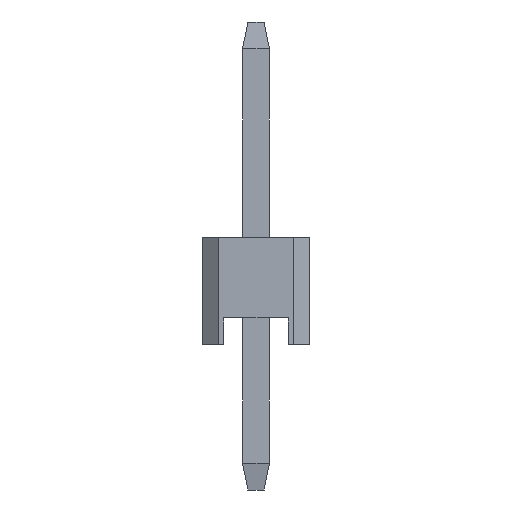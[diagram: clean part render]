
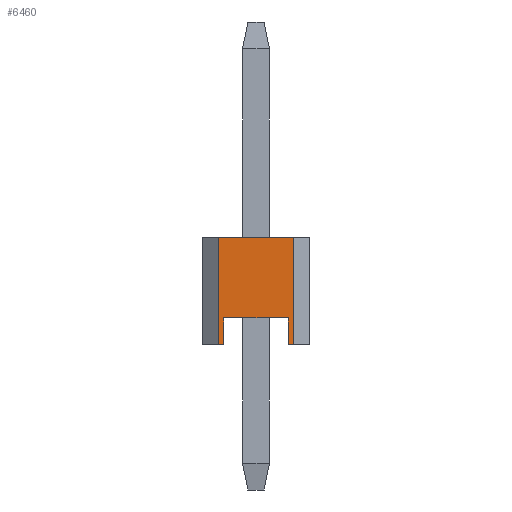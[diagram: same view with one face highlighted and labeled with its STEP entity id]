
A CAD part, left-side view. The second image highlights one B-rep face of the part: STEP entity #6460.
In plain terms, the highlighted planar face has unit normal (-1, 0, 0).
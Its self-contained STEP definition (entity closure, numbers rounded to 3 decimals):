
#486=ORIENTED_EDGE('',*,*,#1332,.F.);
#487=ORIENTED_EDGE('',*,*,#1650,.F.);
#488=ORIENTED_EDGE('',*,*,#1573,.T.);
#489=ORIENTED_EDGE('',*,*,#1600,.T.);
#490=ORIENTED_EDGE('',*,*,#1473,.F.);
#491=ORIENTED_EDGE('',*,*,#1578,.F.);
#492=ORIENTED_EDGE('',*,*,#1328,.F.);
#493=ORIENTED_EDGE('',*,*,#1336,.F.);
#1328=EDGE_CURVE('',#1980,#1981,#2388,.T.);
#1332=EDGE_CURVE('',#1984,#1985,#2392,.T.);
#1336=EDGE_CURVE('',#1985,#1980,#2396,.T.);
#1473=EDGE_CURVE('',#2105,#2106,#2533,.T.);
#1573=EDGE_CURVE('',#2184,#2187,#2633,.T.);
#1578=EDGE_CURVE('',#1981,#2105,#2638,.T.);
#1600=EDGE_CURVE('',#2187,#2106,#2660,.T.);
#1650=EDGE_CURVE('',#2184,#1984,#2710,.T.);
#1980=VERTEX_POINT('',#8125);
#1981=VERTEX_POINT('',#8126);
#1984=VERTEX_POINT('',#8134);
#1985=VERTEX_POINT('',#8135);
#2105=VERTEX_POINT('',#8425);
#2106=VERTEX_POINT('',#8427);
#2184=VERTEX_POINT('',#8631);
#2187=VERTEX_POINT('',#8636);
#2388=LINE('',#8124,#3040);
#2392=LINE('',#8133,#3044);
#2396=LINE('',#8142,#3048);
#2533=LINE('',#8426,#3185);
#2633=LINE('',#8637,#3285);
#2638=LINE('',#8645,#3290);
#2660=LINE('',#8669,#3312);
#2710=LINE('',#8760,#3362);
#3040=VECTOR('',#6938,1000.);
#3044=VECTOR('',#6944,1000.);
#3048=VECTOR('',#6950,1000.);
#3185=VECTOR('',#7145,1000.);
#3285=VECTOR('',#7303,1000.);
#3290=VECTOR('',#7314,1000.);
#3312=VECTOR('',#7340,1000.);
#3362=VECTOR('',#7392,1000.);
#3778=EDGE_LOOP('',(#486,#487,#488,#489,#490,#491,#492,#493));
#4064=FACE_BOUND('',#3778,.T.);
#4330=PLANE('',#6733);
#6460=ADVANCED_FACE('',(#4064),#4330,.T.);
#6733=AXIS2_PLACEMENT_3D('',#8759,#7390,#7391);
#6938=DIRECTION('',(0.,0.,-1.));
#6944=DIRECTION('',(0.,0.,1.));
#6950=DIRECTION('',(0.,1.,0.));
#7145=DIRECTION('',(0.,0.,1.));
#7303=DIRECTION('',(0.,0.,1.));
#7314=DIRECTION('',(0.,1.,0.));
#7340=DIRECTION('',(0.,1.,0.));
#7390=DIRECTION('',(-1.,0.,0.));
#7391=DIRECTION('',(0.,0.,1.));
#7392=DIRECTION('',(0.,1.,0.));
#8124=CARTESIAN_POINT('',(-10.,0.6,-1.));
#8125=CARTESIAN_POINT('',(-10.,0.6,-0.5));
#8126=CARTESIAN_POINT('',(-10.,0.6,-1.));
#8133=CARTESIAN_POINT('',(-10.,-0.6,-1.));
#8134=CARTESIAN_POINT('',(-10.,-0.6,-1.));
#8135=CARTESIAN_POINT('',(-10.,-0.6,-0.5));
#8142=CARTESIAN_POINT('',(-10.,-1.,-0.5));
#8425=CARTESIAN_POINT('',(-10.,0.7,-1.));
#8426=CARTESIAN_POINT('',(-10.,0.7,-19.447));
#8427=CARTESIAN_POINT('',(-10.,0.7,1.));
#8631=CARTESIAN_POINT('',(-10.,-0.7,-1.));
#8636=CARTESIAN_POINT('',(-10.,-0.7,1.));
#8637=CARTESIAN_POINT('',(-10.,-0.7,-19.447));
#8645=CARTESIAN_POINT('',(-10.,-1.,-1.));
#8669=CARTESIAN_POINT('',(-10.,-1.,1.));
#8759=CARTESIAN_POINT('',(-10.,-1.,-1.));
#8760=CARTESIAN_POINT('',(-10.,-1.,-1.));
